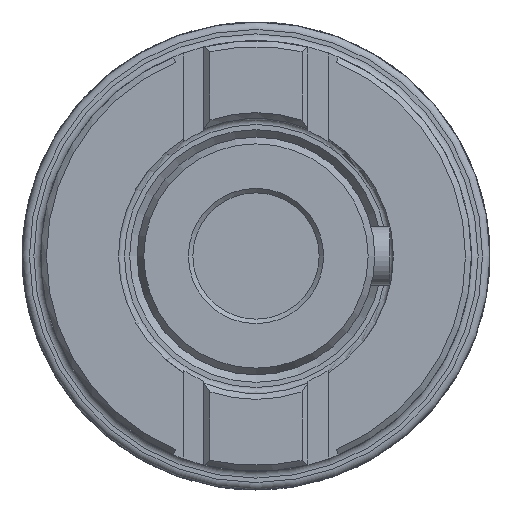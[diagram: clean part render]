
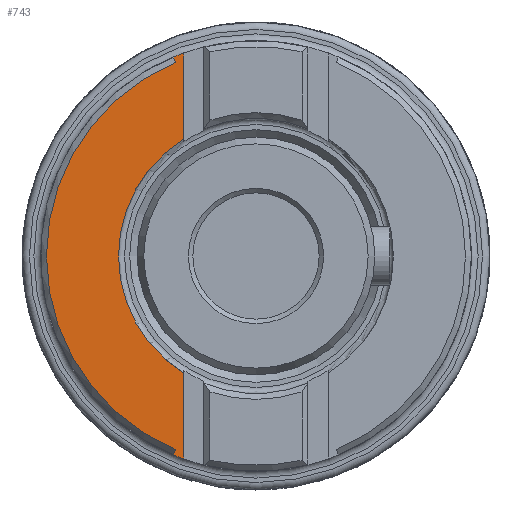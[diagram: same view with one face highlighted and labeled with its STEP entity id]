
A CAD part, left-side view. The second image highlights one B-rep face of the part: STEP entity #743.
In plain terms, the highlighted planar face has unit normal (-1, 0, 0).
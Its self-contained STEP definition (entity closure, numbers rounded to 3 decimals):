
#263=LINE('',#5175,#421);
#264=LINE('',#5179,#422);
#265=LINE('',#5180,#423);
#266=LINE('',#5181,#424);
#421=VECTOR('',#3665,1.);
#422=VECTOR('',#3668,1.);
#423=VECTOR('',#3669,1.);
#424=VECTOR('',#3670,1.);
#743=ADVANCED_FACE('',(#949),#828,.F.);
#828=PLANE('',#2992);
#949=FACE_OUTER_BOUND('',#1151,.T.);
#1151=EDGE_LOOP('',(#1766,#1767,#1768,#1769,#1770,#1771,#1772,#1773));
#1766=ORIENTED_EDGE('',*,*,#2449,.F.);
#1767=ORIENTED_EDGE('',*,*,#2556,.T.);
#1768=ORIENTED_EDGE('',*,*,#2557,.T.);
#1769=ORIENTED_EDGE('',*,*,#2558,.T.);
#1770=ORIENTED_EDGE('',*,*,#2445,.F.);
#1771=ORIENTED_EDGE('',*,*,#2559,.F.);
#1772=ORIENTED_EDGE('',*,*,#2505,.F.);
#1773=ORIENTED_EDGE('',*,*,#2560,.F.);
#2132=VERTEX_POINT('',#4717);
#2133=VERTEX_POINT('',#4719);
#2136=VERTEX_POINT('',#4725);
#2137=VERTEX_POINT('',#4727);
#2183=VERTEX_POINT('',#4952);
#2184=VERTEX_POINT('',#4954);
#2208=VERTEX_POINT('',#5176);
#2209=VERTEX_POINT('',#5178);
#2445=EDGE_CURVE('',#2132,#2133,#2690,.T.);
#2449=EDGE_CURVE('',#2136,#2137,#2692,.T.);
#2505=EDGE_CURVE('',#2184,#2183,#2716,.T.);
#2556=EDGE_CURVE('',#2136,#2208,#263,.T.);
#2557=EDGE_CURVE('',#2208,#2209,#2731,.T.);
#2558=EDGE_CURVE('',#2209,#2133,#264,.T.);
#2559=EDGE_CURVE('',#2183,#2132,#265,.T.);
#2560=EDGE_CURVE('',#2137,#2184,#266,.T.);
#2690=CIRCLE('',#2916,29.);
#2692=CIRCLE('',#2918,29.);
#2716=CIRCLE('',#2953,18.5);
#2731=CIRCLE('',#2991,28.2);
#2916=AXIS2_PLACEMENT_3D('',#4718,#3473,#3474);
#2918=AXIS2_PLACEMENT_3D('',#4726,#3479,#3480);
#2953=AXIS2_PLACEMENT_3D('',#4955,#3569,#3570);
#2991=AXIS2_PLACEMENT_3D('',#5177,#3666,#3667);
#2992=AXIS2_PLACEMENT_3D('',#5182,#3671,#3672);
#3473=DIRECTION('',(1.,0.,0.));
#3474=DIRECTION('',(0.,1.,0.));
#3479=DIRECTION('',(1.,0.,0.));
#3480=DIRECTION('',(0.,1.,0.));
#3569=DIRECTION('',(-1.,0.,0.));
#3570=DIRECTION('',(0.,1.,0.));
#3665=DIRECTION('',(0.,-0.383,-0.924));
#3666=DIRECTION('',(-1.,0.,0.));
#3667=DIRECTION('',(0.,1.,0.));
#3668=DIRECTION('',(0.,0.383,-0.924));
#3669=DIRECTION('',(0.,0.,-1.));
#3670=DIRECTION('',(0.,0.,-1.));
#3671=DIRECTION('',(1.,0.,0.));
#3672=DIRECTION('',(0.,0.,-1.));
#4717=CARTESIAN_POINT('',(24.,9.7,-27.33));
#4718=CARTESIAN_POINT('',(24.,0.,0.));
#4719=CARTESIAN_POINT('',(24.,11.1,-26.792));
#4725=CARTESIAN_POINT('',(24.,11.1,26.792));
#4726=CARTESIAN_POINT('',(24.,0.,0.));
#4727=CARTESIAN_POINT('',(24.,9.7,27.33));
#4952=CARTESIAN_POINT('',(24.,9.7,-15.753));
#4954=CARTESIAN_POINT('',(24.,9.7,15.753));
#4955=CARTESIAN_POINT('',(24.,0.,0.));
#5175=CARTESIAN_POINT('',(24.,10.794,26.053));
#5176=CARTESIAN_POINT('',(24.,10.794,26.053));
#5177=CARTESIAN_POINT('',(24.,0.,0.));
#5178=CARTESIAN_POINT('',(24.,10.794,-26.053));
#5179=CARTESIAN_POINT('',(24.,10.794,-26.053));
#5180=CARTESIAN_POINT('',(24.,9.7,-34.));
#5181=CARTESIAN_POINT('',(24.,9.7,-34.));
#5182=CARTESIAN_POINT('',(24.,0.,0.));
